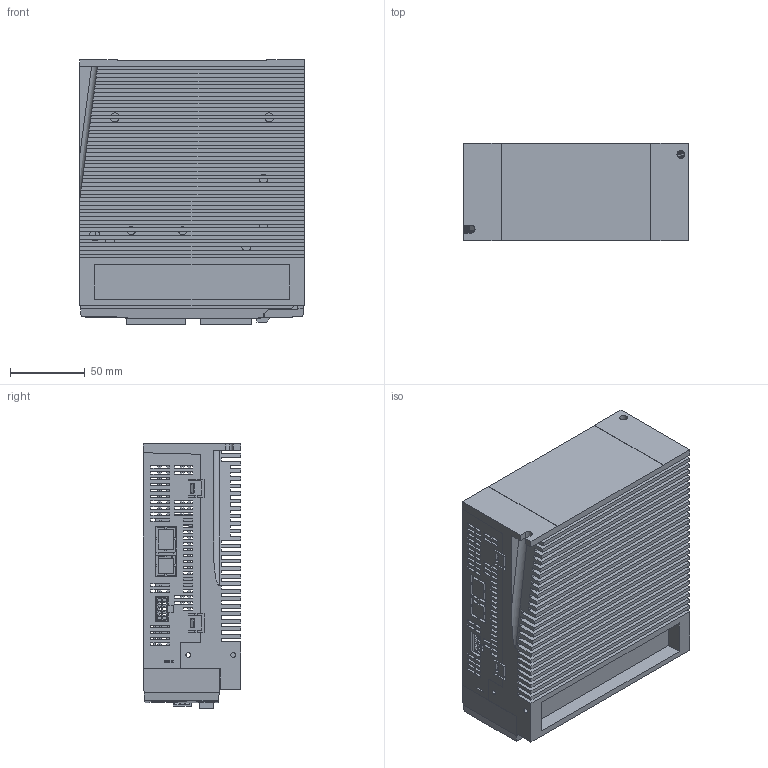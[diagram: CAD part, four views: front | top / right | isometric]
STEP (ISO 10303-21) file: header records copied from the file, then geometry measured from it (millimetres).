
FILE_DESCRIPTION (( 'STEP AP214' ), '1' );
FILE_NAME ('750W.STEP', '2015-03-30T06:30:53', ( '' ), ( '' ), 'SwSTEP 2.0', 'SolidWorks 2014', '' );
FILE_SCHEMA (( 'AUTOMOTIVE_DESIGN' ));
Length unit declared in the file: millimetre
Products named in the file (1): 750W
Bounding box: 150 x 65.1 x 176.6 mm (x, y, z)
Surface area: 256483 mm2 (no closed solid volume)
Topology: 0 solids, 40 shells, 1833 faces, 7022 edges, 5045 vertices
Faces by surface type: plane 1623, cylinder 178, cone 24, torus 6, bspline 2
Entity records: 92553 total; most frequent: CARTESIAN_POINT 14511, DIRECTION 11155, ORIENTED_EDGE 11001, EDGE_CURVE 7016, VECTOR 6333, LINE 6333, VERTEX_POINT 5045, AXIS2_PLACEMENT_3D 2411
